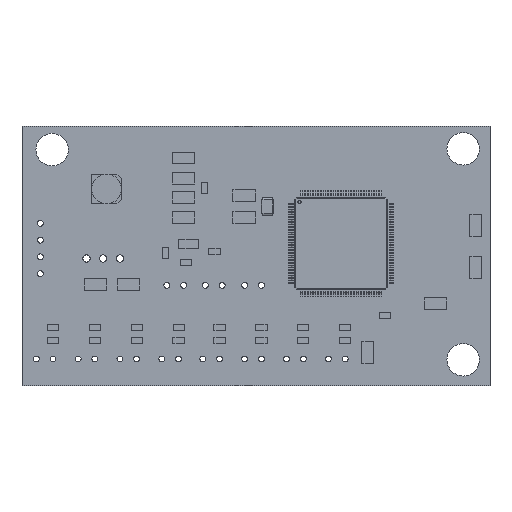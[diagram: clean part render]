
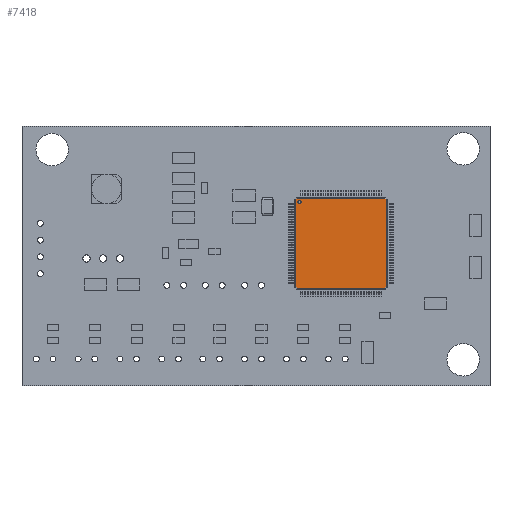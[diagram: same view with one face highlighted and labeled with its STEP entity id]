
A CAD part, top view. The second image highlights one B-rep face of the part: STEP entity #7418.
In plain terms, the highlighted face is planar.
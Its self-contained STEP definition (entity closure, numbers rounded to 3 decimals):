
#7418 = ADVANCED_FACE('',(#7419,#7485),#7505,.T.);
#7419 = FACE_BOUND('',#7420,.F.);
#7420 = EDGE_LOOP('',(#7421,#7431,#7439,#7447,#7455,#7463,#7471,#7479));
#7421 = ORIENTED_EDGE('',*,*,#7422,.F.);
#7422 = EDGE_CURVE('',#7423,#7425,#7427,.T.);
#7423 = VERTEX_POINT('',#7424);
#7424 = CARTESIAN_POINT('',(6.601,0.635,-6.834));
#7425 = VERTEX_POINT('',#7426);
#7426 = CARTESIAN_POINT('',(-6.601,0.635,-6.834));
#7427 = LINE('',#7428,#7429);
#7428 = CARTESIAN_POINT('',(6.601,0.635,-6.834));
#7429 = VECTOR('',#7430,1.);
#7430 = DIRECTION('',(-1.,0.,0.));
#7431 = ORIENTED_EDGE('',*,*,#7432,.F.);
#7432 = EDGE_CURVE('',#7433,#7423,#7435,.T.);
#7433 = VERTEX_POINT('',#7434);
#7434 = CARTESIAN_POINT('',(6.834,0.635,-6.601));
#7435 = LINE('',#7436,#7437);
#7436 = CARTESIAN_POINT('',(6.834,0.635,-6.601));
#7437 = VECTOR('',#7438,1.);
#7438 = DIRECTION('',(-0.707,0.,-0.707));
#7439 = ORIENTED_EDGE('',*,*,#7440,.F.);
#7440 = EDGE_CURVE('',#7441,#7433,#7443,.T.);
#7441 = VERTEX_POINT('',#7442);
#7442 = CARTESIAN_POINT('',(6.834,0.635,6.601));
#7443 = LINE('',#7444,#7445);
#7444 = CARTESIAN_POINT('',(6.834,0.635,6.601));
#7445 = VECTOR('',#7446,1.);
#7446 = DIRECTION('',(0.,0.,-1.));
#7447 = ORIENTED_EDGE('',*,*,#7448,.F.);
#7448 = EDGE_CURVE('',#7449,#7441,#7451,.T.);
#7449 = VERTEX_POINT('',#7450);
#7450 = CARTESIAN_POINT('',(6.601,0.635,6.834));
#7451 = LINE('',#7452,#7453);
#7452 = CARTESIAN_POINT('',(6.601,0.635,6.834));
#7453 = VECTOR('',#7454,1.);
#7454 = DIRECTION('',(0.707,0.,-0.707));
#7455 = ORIENTED_EDGE('',*,*,#7456,.F.);
#7456 = EDGE_CURVE('',#7457,#7449,#7459,.T.);
#7457 = VERTEX_POINT('',#7458);
#7458 = CARTESIAN_POINT('',(-6.601,0.635,6.834));
#7459 = LINE('',#7460,#7461);
#7460 = CARTESIAN_POINT('',(-6.601,0.635,6.834));
#7461 = VECTOR('',#7462,1.);
#7462 = DIRECTION('',(1.,0.,0.));
#7463 = ORIENTED_EDGE('',*,*,#7464,.F.);
#7464 = EDGE_CURVE('',#7465,#7457,#7467,.T.);
#7465 = VERTEX_POINT('',#7466);
#7466 = CARTESIAN_POINT('',(-6.834,0.635,6.601));
#7467 = LINE('',#7468,#7469);
#7468 = CARTESIAN_POINT('',(-6.834,0.635,6.601));
#7469 = VECTOR('',#7470,1.);
#7470 = DIRECTION('',(0.707,0.,0.707));
#7471 = ORIENTED_EDGE('',*,*,#7472,.F.);
#7472 = EDGE_CURVE('',#7473,#7465,#7475,.T.);
#7473 = VERTEX_POINT('',#7474);
#7474 = CARTESIAN_POINT('',(-6.834,0.635,-6.601));
#7475 = LINE('',#7476,#7477);
#7476 = CARTESIAN_POINT('',(-6.834,0.635,-6.601));
#7477 = VECTOR('',#7478,1.);
#7478 = DIRECTION('',(0.,0.,1.));
#7479 = ORIENTED_EDGE('',*,*,#7480,.F.);
#7480 = EDGE_CURVE('',#7425,#7473,#7481,.T.);
#7481 = LINE('',#7482,#7483);
#7482 = CARTESIAN_POINT('',(-6.601,0.635,-6.834));
#7483 = VECTOR('',#7484,1.);
#7484 = DIRECTION('',(-0.707,0.,0.707));
#7485 = FACE_BOUND('',#7486,.F.);
#7486 = EDGE_LOOP('',(#7487,#7498));
#7487 = ORIENTED_EDGE('',*,*,#7488,.F.);
#7488 = EDGE_CURVE('',#7489,#7491,#7493,.T.);
#7489 = VERTEX_POINT('',#7490);
#7490 = CARTESIAN_POINT('',(-6.05,0.635,-6.3));
#7491 = VERTEX_POINT('',#7492);
#7492 = CARTESIAN_POINT('',(-6.55,0.635,-6.3));
#7493 = CIRCLE('',#7494,0.25);
#7494 = AXIS2_PLACEMENT_3D('',#7495,#7496,#7497);
#7495 = CARTESIAN_POINT('',(-6.3,0.635,-6.3));
#7496 = DIRECTION('',(0.,-1.,0.));
#7497 = DIRECTION('',(1.,0.,0.));
#7498 = ORIENTED_EDGE('',*,*,#7499,.F.);
#7499 = EDGE_CURVE('',#7491,#7489,#7500,.T.);
#7500 = CIRCLE('',#7501,0.25);
#7501 = AXIS2_PLACEMENT_3D('',#7502,#7503,#7504);
#7502 = CARTESIAN_POINT('',(-6.3,0.635,-6.3));
#7503 = DIRECTION('',(0.,-1.,0.));
#7504 = DIRECTION('',(-1.,0.,0.));
#7505 = PLANE('',#7506);
#7506 = AXIS2_PLACEMENT_3D('',#7507,#7508,#7509);
#7507 = CARTESIAN_POINT('',(0.,0.635,0.));
#7508 = DIRECTION('',(0.,1.,0.));
#7509 = DIRECTION('',(1.,0.,0.));
